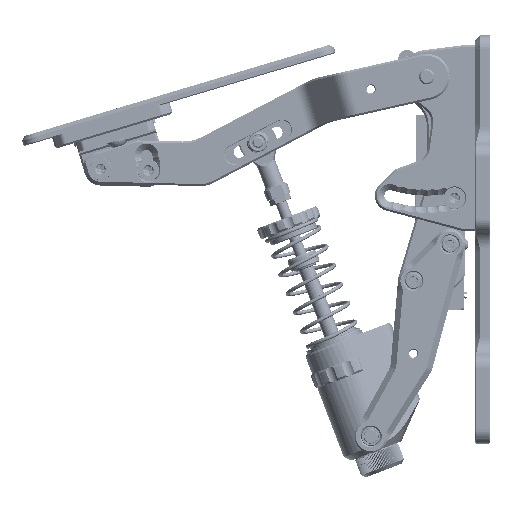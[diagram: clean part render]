
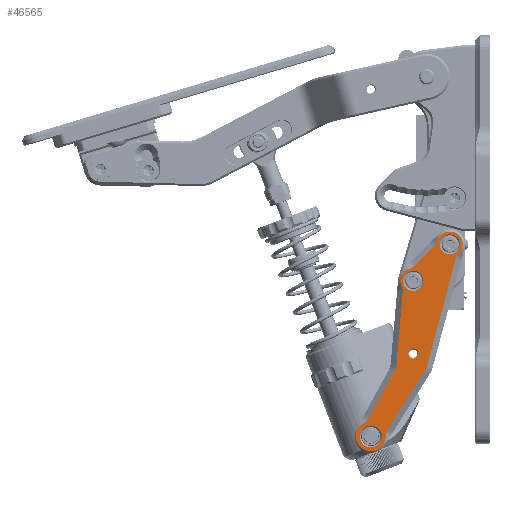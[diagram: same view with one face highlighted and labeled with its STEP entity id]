
A CAD part, left-side view. The second image highlights one B-rep face of the part: STEP entity #46565.
In plain terms, the highlighted planar face has unit normal (-1, 0, 0).
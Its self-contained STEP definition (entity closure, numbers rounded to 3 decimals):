
#3735=FACE_BOUND('',#9066,.T.);
#3736=FACE_BOUND('',#9067,.T.);
#3737=FACE_BOUND('',#9068,.T.);
#3738=FACE_BOUND('',#9069,.T.);
#6154=FACE_OUTER_BOUND('',#9065,.T.);
#9065=EDGE_LOOP('',(#41623,#41624,#41625,#41626,#41627,#41628,#41629,#41630,
#41631,#41632,#41633,#41634,#41635,#41636,#41637,#41638));
#9066=EDGE_LOOP('',(#41639));
#9067=EDGE_LOOP('',(#41640));
#9068=EDGE_LOOP('',(#41641));
#9069=EDGE_LOOP('',(#41642));
#11159=CIRCLE('',#50939,5.25);
#11162=CIRCLE('',#50943,7.);
#11163=CIRCLE('',#50944,6.75);
#11164=CIRCLE('',#50945,7.);
#11165=CIRCLE('',#50946,7.);
#11166=CIRCLE('',#50947,6.75);
#11167=CIRCLE('',#50948,7.);
#11168=CIRCLE('',#50949,8.);
#11169=CIRCLE('',#50950,7.);
#11170=CIRCLE('',#50951,7.8);
#11171=CIRCLE('',#50952,7.);
#11172=CIRCLE('',#50953,7.);
#11173=CIRCLE('',#50954,5.25);
#11174=CIRCLE('',#50955,2.6);
#11175=CIRCLE('',#50956,5.7);
#14248=LINE('',#104516,#17486);
#14249=LINE('',#104524,#17487);
#14250=LINE('',#104528,#17488);
#14251=LINE('',#104536,#17489);
#14252=LINE('',#104539,#17490);
#17486=VECTOR('',#62364,10.);
#17487=VECTOR('',#62371,10.);
#17488=VECTOR('',#62374,10.);
#17489=VECTOR('',#62381,10.);
#17490=VECTOR('',#62384,10.);
#21859=VERTEX_POINT('',#104500);
#21862=VERTEX_POINT('',#104508);
#21863=VERTEX_POINT('',#104509);
#21864=VERTEX_POINT('',#104511);
#21865=VERTEX_POINT('',#104513);
#21866=VERTEX_POINT('',#104515);
#21867=VERTEX_POINT('',#104517);
#21868=VERTEX_POINT('',#104519);
#21869=VERTEX_POINT('',#104521);
#21870=VERTEX_POINT('',#104523);
#21871=VERTEX_POINT('',#104525);
#21872=VERTEX_POINT('',#104527);
#21873=VERTEX_POINT('',#104529);
#21874=VERTEX_POINT('',#104531);
#21875=VERTEX_POINT('',#104533);
#21876=VERTEX_POINT('',#104535);
#21877=VERTEX_POINT('',#104537);
#21878=VERTEX_POINT('',#104540);
#21879=VERTEX_POINT('',#104542);
#21880=VERTEX_POINT('',#104544);
#28553=EDGE_CURVE('',#21859,#21859,#11159,.T.);
#28557=EDGE_CURVE('',#21862,#21863,#11162,.T.);
#28558=EDGE_CURVE('',#21864,#21862,#11163,.T.);
#28559=EDGE_CURVE('',#21865,#21864,#11164,.T.);
#28560=EDGE_CURVE('',#21866,#21865,#14248,.T.);
#28561=EDGE_CURVE('',#21867,#21866,#11165,.T.);
#28562=EDGE_CURVE('',#21868,#21867,#11166,.T.);
#28563=EDGE_CURVE('',#21869,#21868,#11167,.T.);
#28564=EDGE_CURVE('',#21870,#21869,#14249,.T.);
#28565=EDGE_CURVE('',#21871,#21870,#11168,.T.);
#28566=EDGE_CURVE('',#21872,#21871,#14250,.T.);
#28567=EDGE_CURVE('',#21873,#21872,#11169,.T.);
#28568=EDGE_CURVE('',#21874,#21873,#11170,.T.);
#28569=EDGE_CURVE('',#21875,#21874,#11171,.T.);
#28570=EDGE_CURVE('',#21876,#21875,#14251,.T.);
#28571=EDGE_CURVE('',#21877,#21876,#11172,.T.);
#28572=EDGE_CURVE('',#21863,#21877,#14252,.T.);
#28573=EDGE_CURVE('',#21878,#21878,#11173,.T.);
#28574=EDGE_CURVE('',#21879,#21879,#11174,.T.);
#28575=EDGE_CURVE('',#21880,#21880,#11175,.T.);
#41623=ORIENTED_EDGE('',*,*,#28557,.F.);
#41624=ORIENTED_EDGE('',*,*,#28558,.F.);
#41625=ORIENTED_EDGE('',*,*,#28559,.F.);
#41626=ORIENTED_EDGE('',*,*,#28560,.F.);
#41627=ORIENTED_EDGE('',*,*,#28561,.F.);
#41628=ORIENTED_EDGE('',*,*,#28562,.F.);
#41629=ORIENTED_EDGE('',*,*,#28563,.F.);
#41630=ORIENTED_EDGE('',*,*,#28564,.F.);
#41631=ORIENTED_EDGE('',*,*,#28565,.F.);
#41632=ORIENTED_EDGE('',*,*,#28566,.F.);
#41633=ORIENTED_EDGE('',*,*,#28567,.F.);
#41634=ORIENTED_EDGE('',*,*,#28568,.F.);
#41635=ORIENTED_EDGE('',*,*,#28569,.F.);
#41636=ORIENTED_EDGE('',*,*,#28570,.F.);
#41637=ORIENTED_EDGE('',*,*,#28571,.F.);
#41638=ORIENTED_EDGE('',*,*,#28572,.F.);
#41639=ORIENTED_EDGE('',*,*,#28573,.F.);
#41640=ORIENTED_EDGE('',*,*,#28574,.T.);
#41641=ORIENTED_EDGE('',*,*,#28575,.F.);
#41642=ORIENTED_EDGE('',*,*,#28553,.F.);
#44071=PLANE('',#50942);
#46565=ADVANCED_FACE('',(#6154,#3735,#3736,#3737,#3738),#44071,.F.);
#50939=AXIS2_PLACEMENT_3D('',#104501,#62349,#62350);
#50942=AXIS2_PLACEMENT_3D('',#104507,#62356,#62357);
#50943=AXIS2_PLACEMENT_3D('',#104510,#62358,#62359);
#50944=AXIS2_PLACEMENT_3D('',#104512,#62360,#62361);
#50945=AXIS2_PLACEMENT_3D('',#104514,#62362,#62363);
#50946=AXIS2_PLACEMENT_3D('',#104518,#62365,#62366);
#50947=AXIS2_PLACEMENT_3D('',#104520,#62367,#62368);
#50948=AXIS2_PLACEMENT_3D('',#104522,#62369,#62370);
#50949=AXIS2_PLACEMENT_3D('',#104526,#62372,#62373);
#50950=AXIS2_PLACEMENT_3D('',#104530,#62375,#62376);
#50951=AXIS2_PLACEMENT_3D('',#104532,#62377,#62378);
#50952=AXIS2_PLACEMENT_3D('',#104534,#62379,#62380);
#50953=AXIS2_PLACEMENT_3D('',#104538,#62382,#62383);
#50954=AXIS2_PLACEMENT_3D('',#104541,#62385,#62386);
#50955=AXIS2_PLACEMENT_3D('',#104543,#62387,#62388);
#50956=AXIS2_PLACEMENT_3D('',#104545,#62389,#62390);
#62349=DIRECTION('center_axis',(-1.,0.,0.));
#62350=DIRECTION('ref_axis',(0.,0.,
-1.));
#62356=DIRECTION('center_axis',(1.,0.,0.));
#62357=DIRECTION('ref_axis',(0.,0.,
-1.));
#62358=DIRECTION('center_axis',(-1.,0.,0.));
#62359=DIRECTION('ref_axis',(0.,0.966,0.259));
#62360=DIRECTION('center_axis',(1.,0.,0.));
#62361=DIRECTION('ref_axis',(0.,0.,
1.));
#62362=DIRECTION('center_axis',(-1.,0.,0.));
#62363=DIRECTION('ref_axis',(0.,-0.962,-0.272));
#62364=DIRECTION('',(0.,-0.707,0.707));
#62365=DIRECTION('center_axis',(-1.,0.,0.));
#62366=DIRECTION('ref_axis',(0.,-0.707,-0.707));
#62367=DIRECTION('center_axis',(1.,0.,0.));
#62368=DIRECTION('ref_axis',(0.,0.272,0.962));
#62369=DIRECTION('center_axis',(-1.,0.,0.));
#62370=DIRECTION('ref_axis',(0.,-0.912,0.41));
#62371=DIRECTION('',(0.,-0.087,0.996));
#62372=DIRECTION('center_axis',(-1.,0.,0.));
#62373=DIRECTION('ref_axis',(0.,-0.996,-0.087));
#62374=DIRECTION('',(0.,-0.482,0.876));
#62375=DIRECTION('center_axis',(-1.,0.,0.));
#62376=DIRECTION('ref_axis',(0.,-0.876,-0.482));
#62377=DIRECTION('center_axis',(1.,0.,0.));
#62378=DIRECTION('ref_axis',(0.,0.482,0.876));
#62379=DIRECTION('center_axis',(-1.,0.,0.));
#62380=DIRECTION('ref_axis',(0.,1.,0.001));
#62381=DIRECTION('',(0.,0.536,-0.844));
#62382=DIRECTION('center_axis',(1.,0.,0.));
#62383=DIRECTION('ref_axis',(0.,-0.844,-0.536));
#62384=DIRECTION('',(0.,0.259,-0.966));
#62385=DIRECTION('center_axis',(-1.,0.,0.));
#62386=DIRECTION('ref_axis',(0.,0.,
-1.));
#62387=DIRECTION('center_axis',(1.,0.,0.));
#62388=DIRECTION('ref_axis',(0.,0.,
1.));
#62389=DIRECTION('center_axis',(-1.,0.,0.));
#62390=DIRECTION('ref_axis',(0.,0.,
-1.));
#104500=CARTESIAN_POINT('',(-24.5,21.,-104.25));
#104501=CARTESIAN_POINT('Origin',(-24.5,21.,-109.5));
#104507=CARTESIAN_POINT('Origin',(-24.5,41.862,-159.881));
#104508=CARTESIAN_POINT('',(-24.5,16.163,-114.208));
#104509=CARTESIAN_POINT('',(-24.5,17.908,-117.278));
#104510=CARTESIAN_POINT('Origin',(-24.5,11.146,-119.09));
#104511=CARTESIAN_POINT('',(-24.5,27.496,-107.665));
#104512=CARTESIAN_POINT('Origin',(-24.5,21.,-109.5));
#104513=CARTESIAN_POINT('',(-24.5,29.282,-110.711));
#104514=CARTESIAN_POINT('Origin',(-24.5,34.232,-105.761));
#104515=CARTESIAN_POINT('',(-24.5,38.789,-120.218));
#104516=CARTESIAN_POINT('',(-24.5,44.72,-126.149));
#104517=CARTESIAN_POINT('',(-24.5,41.835,-122.004));
#104518=CARTESIAN_POINT('Origin',(-24.5,43.739,-115.268));
#104519=CARTESIAN_POINT('',(-24.5,46.156,-131.269));
#104520=CARTESIAN_POINT('Origin',(-24.5,40.,-128.5));
#104521=CARTESIAN_POINT('',(-24.5,45.566,-134.752));
#104522=CARTESIAN_POINT('Origin',(-24.5,52.539,-134.141));
#104523=CARTESIAN_POINT('',(-24.5,48.887,-172.71));
#104524=CARTESIAN_POINT('',(-24.5,46.643,-147.06));
#104525=CARTESIAN_POINT('',(-24.5,49.848,-175.871));
#104526=CARTESIAN_POINT('Origin',(-24.5,56.857,-172.013));
#104527=CARTESIAN_POINT('',(-24.5,63.221,-200.168));
#104528=CARTESIAN_POINT('',(-24.5,45.542,-168.048));
#104529=CARTESIAN_POINT('',(-24.5,65.982,-202.926));
#104530=CARTESIAN_POINT('Origin',(-24.5,69.354,-196.792));
#104531=CARTESIAN_POINT('',(-24.5,54.424,-209.767));
#104532=CARTESIAN_POINT('Origin',(-24.5,62.224,-209.762));
#104533=CARTESIAN_POINT('',(-24.5,53.334,-206.02));
#104534=CARTESIAN_POINT('Origin',(-24.5,47.424,-209.772));
#104535=CARTESIAN_POINT('',(-24.5,33.756,-175.185));
#104536=CARTESIAN_POINT('',(-24.5,41.247,-186.983));
#104537=CARTESIAN_POINT('',(-24.5,32.904,-173.244));
#104538=CARTESIAN_POINT('Origin',(-24.5,39.665,-171.433));
#104539=CARTESIAN_POINT('',(-24.5,31.533,-168.13));
#104540=CARTESIAN_POINT('',(-24.5,40.,-123.25));
#104541=CARTESIAN_POINT('Origin',(-24.5,40.,-128.5));
#104542=CARTESIAN_POINT('',(-24.5,40.,-169.1));
#104543=CARTESIAN_POINT('Origin',(-24.5,40.,-166.5));
#104544=CARTESIAN_POINT('',(-24.5,62.224,-204.062));
#104545=CARTESIAN_POINT('Origin',(-24.5,62.224,-209.762));
